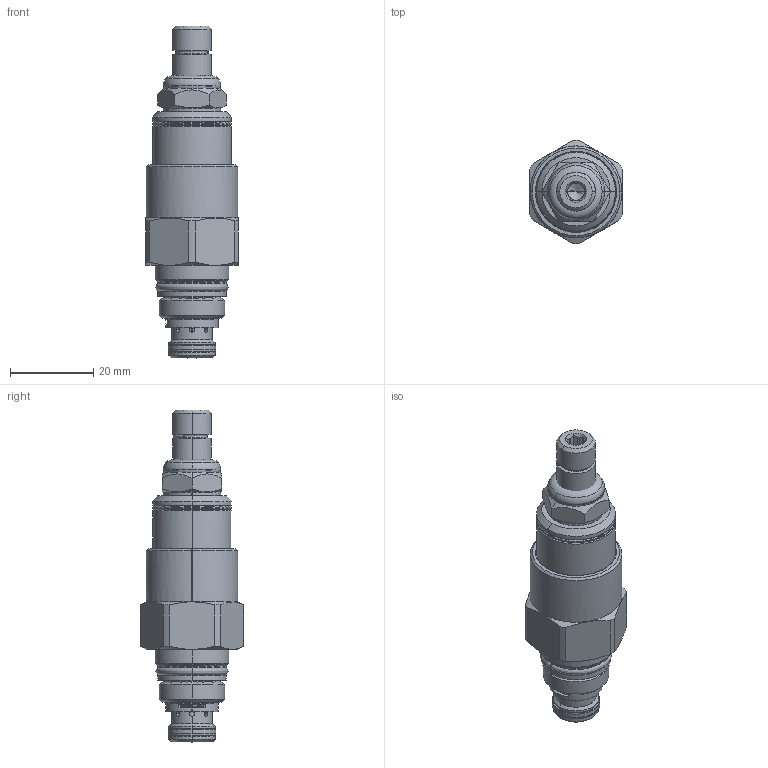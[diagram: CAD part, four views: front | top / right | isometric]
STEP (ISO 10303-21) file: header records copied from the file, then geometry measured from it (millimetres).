
FILE_DESCRIPTION((''),'2;1');
FILE_NAME('RBAELAN_SW_PRT','2020-09-09T',('charlief'),(''),'PRO/ENGINEER BY PARAMETRIC TECHNOLOGY CORPORATION, 2016010','PRO/ENGINEER BY PARAMETRIC TECHNOLOGY CORPORATION, 2016010','');
FILE_SCHEMA(('CONFIG_CONTROL_DESIGN'));
Products named in the file (1): RBAELAN_SW_PRT
Bounding box: 22.23 x 24.82 x 79.86 mm (x, y, z)
Surface area: 11084.4 mm2 (no closed solid volume)
Topology: 0 solids, 0 shells, 299 faces, 1464 edges, 1445 vertices
Faces by surface type: bspline 266, torus 33
Entity records: 57428 total; most frequent: CARTESIAN_POINT 44618, DIRECTION 2068, TRIMMED_CURVE 1641, DEFINITIONAL_REPRESENTATION 1432, PCURVE 1432, COMPOSITE_CURVE_SEGMENT 1432, VECTOR 1280, LINE 1280
